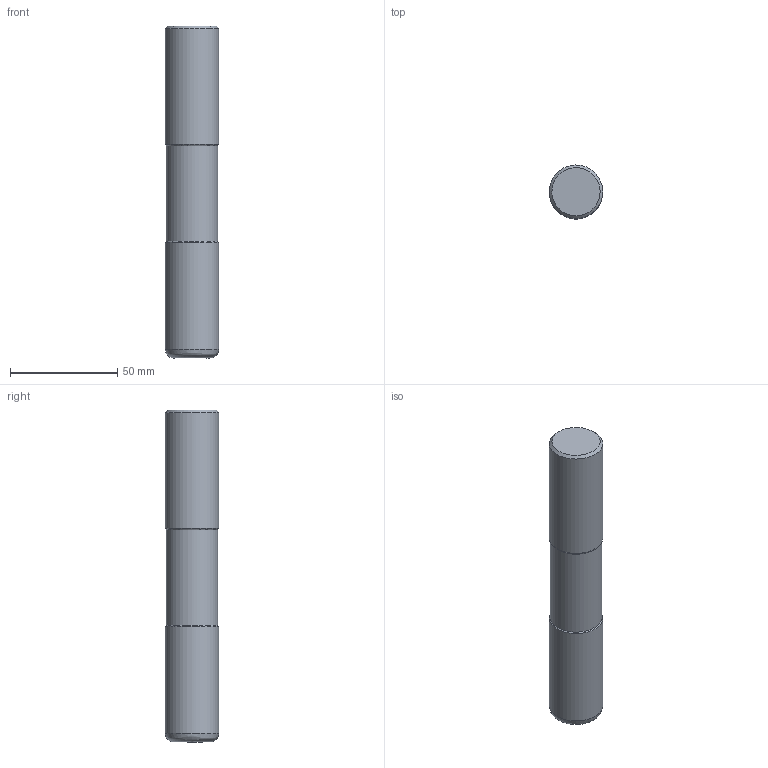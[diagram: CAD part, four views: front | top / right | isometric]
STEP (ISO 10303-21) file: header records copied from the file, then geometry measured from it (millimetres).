
FILE_DESCRIPTION(('3-D model version:1'), '1');
FILE_NAME('R216.25-25050ICK54P 1620', '2015-12-03T09:35:29', ('InteractiveCad'), ('AB Sandvik Coromant'), 'HarmonyWare STEP v2.0.0 Express v1.2.0.0', 'T3D tool generator', 'Unknown');
FILE_SCHEMA(('AUTOMOTIVE_DESIGN'));
Length unit declared in the file: millimetre
Products named in the file (4): NONE
Assembly tree (3 placements, depth 2):
  NONE
    NONE
    NONE
    NONE
Bounding box: 25 x 24.96 x 155 mm (x, y, z)
Volume: 74487.2 mm3; surface area: 13847.8 mm2
Topology: 2 solids, 2 shells, 11 faces, 21 edges, 19 vertices
Faces by surface type: bspline 7, plane 4
Entity records: 535 total; most frequent: CARTESIAN_POINT 264, ORIENTED_EDGE 32, DIRECTION 26, EDGE_CURVE 16, AXIS2_PLACEMENT_3D 13, ADVANCED_FACE 11, FACE_OUTER_BOUND 11, EDGE_LOOP 11
